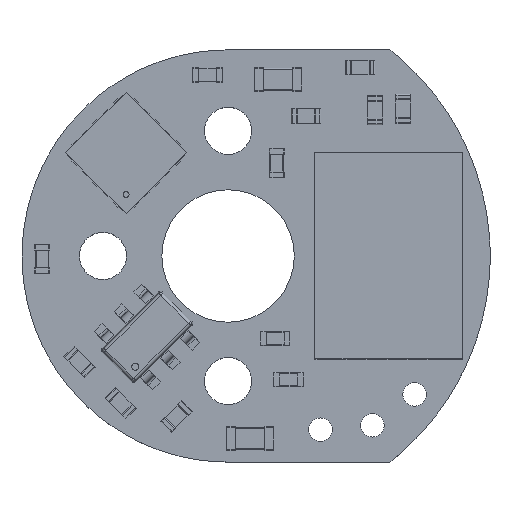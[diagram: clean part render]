
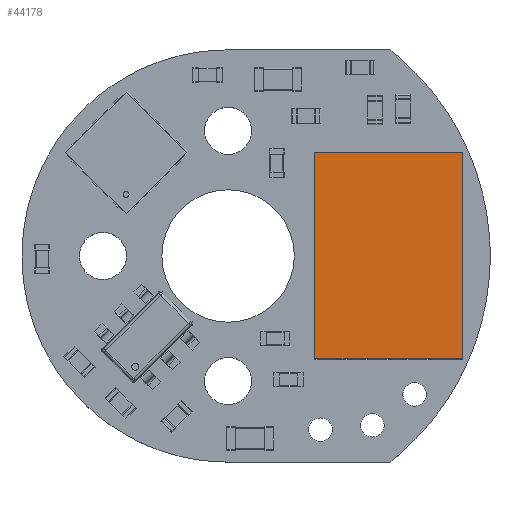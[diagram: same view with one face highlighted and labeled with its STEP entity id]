
A CAD part, top view. The second image highlights one B-rep face of the part: STEP entity #44178.
In plain terms, the highlighted planar face has unit normal (0, 0, 1).
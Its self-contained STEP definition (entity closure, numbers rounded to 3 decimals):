
#28070 = PLANE('',#28071);
#28071 = AXIS2_PLACEMENT_3D('',#28072,#28073,#28074);
#28072 = CARTESIAN_POINT('',(-2.5,3.5,0.025));
#28073 = DIRECTION('',(-1.,0.,0.));
#28074 = DIRECTION('',(0.,-1.,0.));
#29913 = PLANE('',#29914);
#29914 = AXIS2_PLACEMENT_3D('',#29915,#29916,#29917);
#29915 = CARTESIAN_POINT('',(-2.5,-3.5,0.025));
#29916 = DIRECTION('',(0.,-1.,0.));
#29917 = DIRECTION('',(1.,0.,0.));
#31325 = PLANE('',#31326);
#31326 = AXIS2_PLACEMENT_3D('',#31327,#31328,#31329);
#31327 = CARTESIAN_POINT('',(2.5,-3.5,0.025));
#31328 = DIRECTION('',(1.,0.,0.));
#31329 = DIRECTION('',(0.,1.,0.));
#33429 = PLANE('',#33430);
#33430 = AXIS2_PLACEMENT_3D('',#33431,#33432,#33433);
#33431 = CARTESIAN_POINT('',(2.5,3.5,0.025));
#33432 = DIRECTION('',(0.,1.,0.));
#33433 = DIRECTION('',(-1.,0.,0.));
#36121 = VERTEX_POINT('',#36122);
#36122 = CARTESIAN_POINT('',(-2.5,-3.5,1.));
#36143 = EDGE_CURVE('',#36144,#36121,#36146,.T.);
#36144 = VERTEX_POINT('',#36145);
#36145 = CARTESIAN_POINT('',(-2.5,3.5,1.));
#36146 = SURFACE_CURVE('',#36147,(#36151,#36158),.PCURVE_S1.);
#36147 = LINE('',#36148,#36149);
#36148 = CARTESIAN_POINT('',(-2.5,3.5,1.));
#36149 = VECTOR('',#36150,1.);
#36150 = DIRECTION('',(0.,-1.,0.));
#36151 = PCURVE('',#28070,#36152);
#36152 = DEFINITIONAL_REPRESENTATION('',(#36153),#36157);
#36153 = LINE('',#36154,#36155);
#36154 = CARTESIAN_POINT('',(0.,0.975));
#36155 = VECTOR('',#36156,1.);
#36156 = DIRECTION('',(1.,0.));
#36157 = ( GEOMETRIC_REPRESENTATION_CONTEXT(2) 
PARAMETRIC_REPRESENTATION_CONTEXT() REPRESENTATION_CONTEXT('2D SPACE',''
  ) );
#36158 = PCURVE('',#36159,#36164);
#36159 = PLANE('',#36160);
#36160 = AXIS2_PLACEMENT_3D('',#36161,#36162,#36163);
#36161 = CARTESIAN_POINT('',(0.,0.,1.));
#36162 = DIRECTION('',(0.,0.,1.));
#36163 = DIRECTION('',(1.,0.,0.));
#36164 = DEFINITIONAL_REPRESENTATION('',(#36165),#36169);
#36165 = LINE('',#36166,#36167);
#36166 = CARTESIAN_POINT('',(-2.5,3.5));
#36167 = VECTOR('',#36168,1.);
#36168 = DIRECTION('',(0.,-1.));
#36169 = ( GEOMETRIC_REPRESENTATION_CONTEXT(2) 
PARAMETRIC_REPRESENTATION_CONTEXT() REPRESENTATION_CONTEXT('2D SPACE',''
  ) );
#36457 = EDGE_CURVE('',#36458,#36144,#36460,.T.);
#36458 = VERTEX_POINT('',#36459);
#36459 = CARTESIAN_POINT('',(2.5,3.5,1.));
#36460 = SURFACE_CURVE('',#36461,(#36465,#36472),.PCURVE_S1.);
#36461 = LINE('',#36462,#36463);
#36462 = CARTESIAN_POINT('',(2.5,3.5,1.));
#36463 = VECTOR('',#36464,1.);
#36464 = DIRECTION('',(-1.,0.,0.));
#36465 = PCURVE('',#33429,#36466);
#36466 = DEFINITIONAL_REPRESENTATION('',(#36467),#36471);
#36467 = LINE('',#36468,#36469);
#36468 = CARTESIAN_POINT('',(0.,0.975));
#36469 = VECTOR('',#36470,1.);
#36470 = DIRECTION('',(1.,0.));
#36471 = ( GEOMETRIC_REPRESENTATION_CONTEXT(2) 
PARAMETRIC_REPRESENTATION_CONTEXT() REPRESENTATION_CONTEXT('2D SPACE',''
  ) );
#36472 = PCURVE('',#36159,#36473);
#36473 = DEFINITIONAL_REPRESENTATION('',(#36474),#36478);
#36474 = LINE('',#36475,#36476);
#36475 = CARTESIAN_POINT('',(2.5,3.5));
#36476 = VECTOR('',#36477,1.);
#36477 = DIRECTION('',(-1.,0.));
#36478 = ( GEOMETRIC_REPRESENTATION_CONTEXT(2) 
PARAMETRIC_REPRESENTATION_CONTEXT() REPRESENTATION_CONTEXT('2D SPACE',''
  ) );
#39203 = EDGE_CURVE('',#39204,#36458,#39206,.T.);
#39204 = VERTEX_POINT('',#39205);
#39205 = CARTESIAN_POINT('',(2.5,-3.5,1.));
#39206 = SURFACE_CURVE('',#39207,(#39211,#39218),.PCURVE_S1.);
#39207 = LINE('',#39208,#39209);
#39208 = CARTESIAN_POINT('',(2.5,-3.5,1.));
#39209 = VECTOR('',#39210,1.);
#39210 = DIRECTION('',(0.,1.,0.));
#39211 = PCURVE('',#31325,#39212);
#39212 = DEFINITIONAL_REPRESENTATION('',(#39213),#39217);
#39213 = LINE('',#39214,#39215);
#39214 = CARTESIAN_POINT('',(0.,0.975));
#39215 = VECTOR('',#39216,1.);
#39216 = DIRECTION('',(1.,0.));
#39217 = ( GEOMETRIC_REPRESENTATION_CONTEXT(2) 
PARAMETRIC_REPRESENTATION_CONTEXT() REPRESENTATION_CONTEXT('2D SPACE',''
  ) );
#39218 = PCURVE('',#36159,#39219);
#39219 = DEFINITIONAL_REPRESENTATION('',(#39220),#39224);
#39220 = LINE('',#39221,#39222);
#39221 = CARTESIAN_POINT('',(2.5,-3.5));
#39222 = VECTOR('',#39223,1.);
#39223 = DIRECTION('',(0.,1.));
#39224 = ( GEOMETRIC_REPRESENTATION_CONTEXT(2) 
PARAMETRIC_REPRESENTATION_CONTEXT() REPRESENTATION_CONTEXT('2D SPACE',''
  ) );
#43693 = EDGE_CURVE('',#36121,#39204,#43694,.T.);
#43694 = SURFACE_CURVE('',#43695,(#43699,#43706),.PCURVE_S1.);
#43695 = LINE('',#43696,#43697);
#43696 = CARTESIAN_POINT('',(-2.5,-3.5,1.));
#43697 = VECTOR('',#43698,1.);
#43698 = DIRECTION('',(1.,0.,0.));
#43699 = PCURVE('',#29913,#43700);
#43700 = DEFINITIONAL_REPRESENTATION('',(#43701),#43705);
#43701 = LINE('',#43702,#43703);
#43702 = CARTESIAN_POINT('',(0.,0.975));
#43703 = VECTOR('',#43704,1.);
#43704 = DIRECTION('',(1.,0.));
#43705 = ( GEOMETRIC_REPRESENTATION_CONTEXT(2) 
PARAMETRIC_REPRESENTATION_CONTEXT() REPRESENTATION_CONTEXT('2D SPACE',''
  ) );
#43706 = PCURVE('',#36159,#43707);
#43707 = DEFINITIONAL_REPRESENTATION('',(#43708),#43712);
#43708 = LINE('',#43709,#43710);
#43709 = CARTESIAN_POINT('',(-2.5,-3.5));
#43710 = VECTOR('',#43711,1.);
#43711 = DIRECTION('',(1.,0.));
#43712 = ( GEOMETRIC_REPRESENTATION_CONTEXT(2) 
PARAMETRIC_REPRESENTATION_CONTEXT() REPRESENTATION_CONTEXT('2D SPACE',''
  ) );
#44178 = ADVANCED_FACE('',(#44179),#36159,.T.);
#44179 = FACE_BOUND('',#44180,.F.);
#44180 = EDGE_LOOP('',(#44181,#44182,#44183,#44184));
#44181 = ORIENTED_EDGE('',*,*,#36143,.F.);
#44182 = ORIENTED_EDGE('',*,*,#36457,.F.);
#44183 = ORIENTED_EDGE('',*,*,#39203,.F.);
#44184 = ORIENTED_EDGE('',*,*,#43693,.F.);
